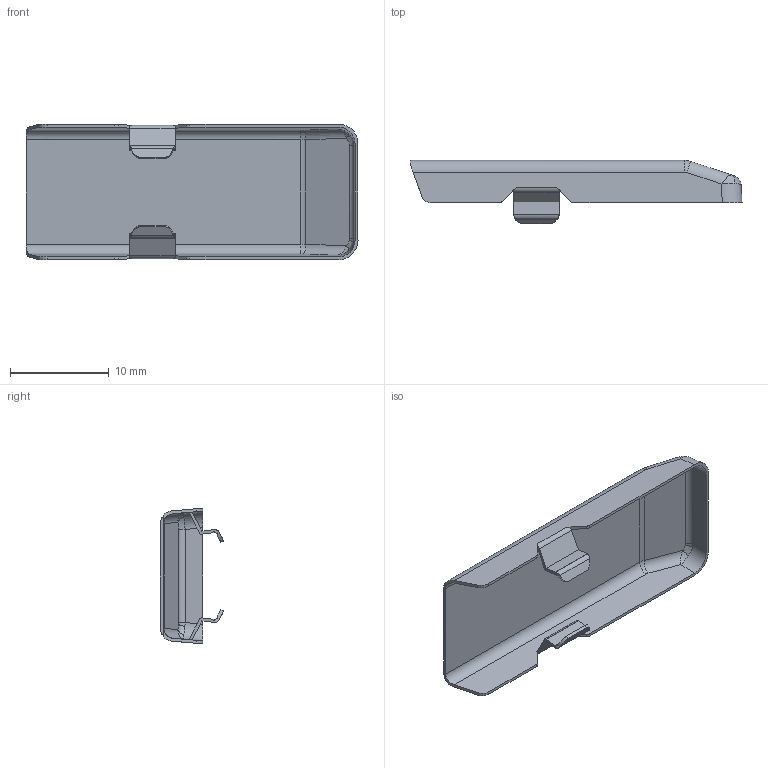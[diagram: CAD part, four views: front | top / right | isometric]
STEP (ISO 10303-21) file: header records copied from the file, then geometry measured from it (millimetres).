
FILE_DESCRIPTION (( 'STEP AP214' ), '1' );
FILE_NAME ('F000104_3D.step', '2022-06-06T12:28:53', ( '' ), ( '' ), 'SwSTEP 2.0', 'SolidWorks 2020', '' );
FILE_SCHEMA (( 'AUTOMOTIVE_DESIGN' ));
Length unit declared in the file: millimetre
Products named in the file (1): F000104_3D
Bounding box: 33.64 x 6.4 x 13.75 mm (x, y, z)
Volume: 216.2 mm3; surface area: 1476.8 mm2
Topology: 1 solids, 1 shells, 106 faces, 274 edges, 166 vertices
Faces by surface type: plane 42, bspline 36, cylinder 28
Entity records: 3952 total; most frequent: CARTESIAN_POINT 1699, ORIENTED_EDGE 540, DIRECTION 350, EDGE_CURVE 270, VERTEX_POINT 166, LINE 150, VECTOR 150, FACE_OUTER_BOUND 106
